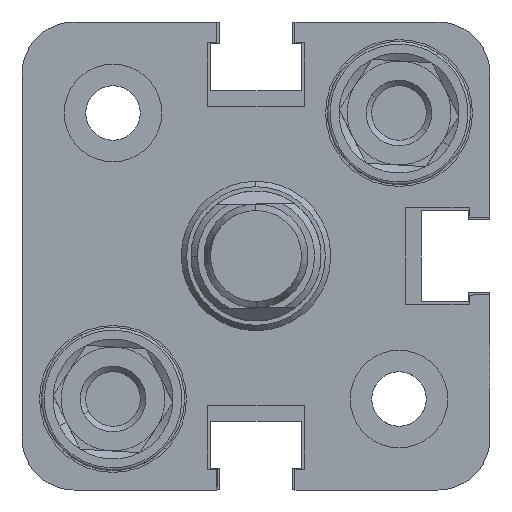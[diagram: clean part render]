
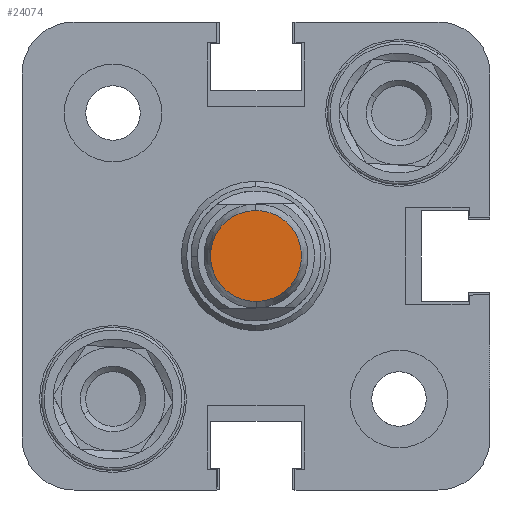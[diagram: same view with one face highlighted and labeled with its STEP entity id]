
A CAD part, left-side view. The second image highlights one B-rep face of the part: STEP entity #24074.
In plain terms, the highlighted face is planar.
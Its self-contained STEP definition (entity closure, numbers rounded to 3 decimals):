
#2116 = AXIS2_PLACEMENT_3D ( 'NONE', #11595, #20934, #14062 ) ;
#2296 = DIRECTION ( 'NONE',  ( 1., 0., 0. ) ) ;
#3775 = PLANE ( 'NONE',  #29010 ) ;
#3934 = DIRECTION ( 'NONE',  ( 0., 0., 1. ) ) ;
#4373 = ORIENTED_EDGE ( 'NONE', *, *, #23326, .T. ) ;
#5595 = VERTEX_POINT ( 'NONE', #18325 ) ;
#11475 = VERTEX_POINT ( 'NONE', #14413 ) ;
#11595 = CARTESIAN_POINT ( 'NONE',  ( 16., 0., 0. ) ) ;
#11806 = CARTESIAN_POINT ( 'NONE',  ( 16., 0., 0. ) ) ;
#12699 = FACE_OUTER_BOUND ( 'NONE', #24459, .T. ) ;
#13151 = DIRECTION ( 'NONE',  ( -1., 0., 0. ) ) ;
#14062 = DIRECTION ( 'NONE',  ( 0., 0., 1. ) ) ;
#14413 = CARTESIAN_POINT ( 'NONE',  ( 16., 0., 3.5 ) ) ;
#17221 = AXIS2_PLACEMENT_3D ( 'NONE', #11806, #2296, #25490 ) ;
#17462 = CARTESIAN_POINT ( 'NONE',  ( 16., 0., 0. ) ) ;
#18180 = CIRCLE ( 'NONE', #17221, 3.5 ) ;
#18325 = CARTESIAN_POINT ( 'NONE',  ( 16., 0., -3.5 ) ) ;
#20934 = DIRECTION ( 'NONE',  ( 1., 0., 0. ) ) ;
#23326 = EDGE_CURVE ( 'NONE', #11475, #5595, #18180, .T. ) ;
#24074 = ADVANCED_FACE ( 'NONE', ( #12699 ), #3775, .F. ) ;
#24459 = EDGE_LOOP ( 'NONE', ( #4373, #25628 ) ) ;
#25490 = DIRECTION ( 'NONE',  ( 0., 0., 1. ) ) ;
#25628 = ORIENTED_EDGE ( 'NONE', *, *, #26120, .T. ) ;
#26120 = EDGE_CURVE ( 'NONE', #5595, #11475, #26650, .T. ) ;
#26650 = CIRCLE ( 'NONE', #2116, 3.5 ) ;
#29010 = AXIS2_PLACEMENT_3D ( 'NONE', #17462, #13151, #3934 ) ;
